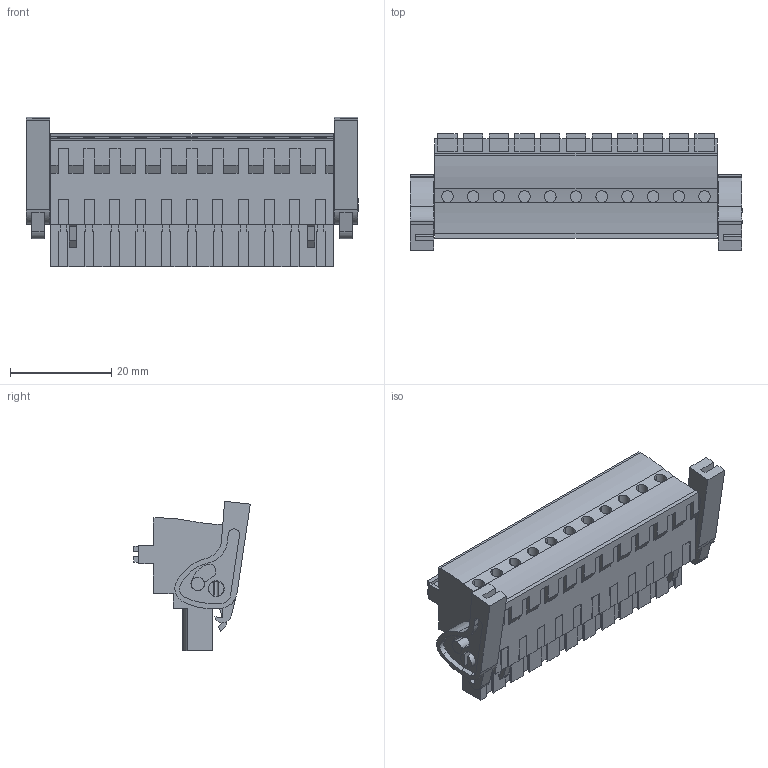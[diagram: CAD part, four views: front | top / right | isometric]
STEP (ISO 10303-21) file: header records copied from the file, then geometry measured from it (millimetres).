
FILE_DESCRIPTION(('CATIA V5 STEP Exchange','CAx-IF Rec.Pracs.--- Model Styling and Organization---1.2---2011-12-15'),'2;1');
FILE_NAME ('D1461200_0_1983170000_1983170000.stp','2017-10-30T15:45:06+00:00',('none'),('Weidmueller'),'CATIA Version 5-6 Release 2014','CATIA V5 STEP AP214','none');
FILE_SCHEMA(('AUTOMOTIVE_DESIGN { 1 0 10303 214 1 1 1 1 }'));
Length unit declared in the file: millimetre
Products named in the file (1): 1983170000
Bounding box: 65.58 x 23.02 x 29.52 mm (x, y, z)
Volume: 17614.7 mm3; surface area: 9871.1 mm2
Topology: 14 solids, 14 shells, 892 faces, 2468 edges, 1660 vertices
Faces by surface type: plane 715, cylinder 177
Entity records: 25879 total; most frequent: ORIENTED_EDGE 4936, CARTESIAN_POINT 4867, DIRECTION 3300, EDGE_CURVE 2468, VECTOR 2090, LINE 2090, VERTEX_POINT 1660, EDGE_LOOP 956
